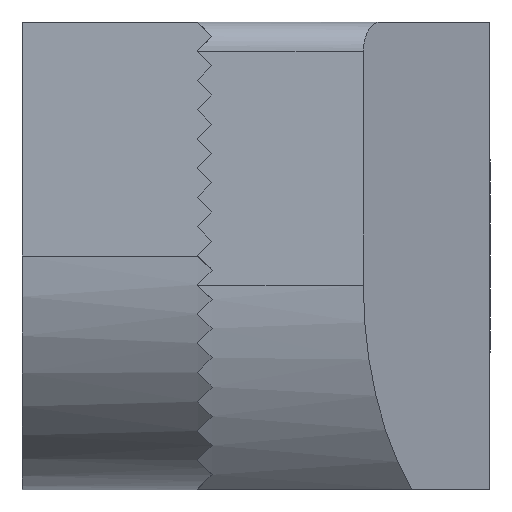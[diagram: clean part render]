
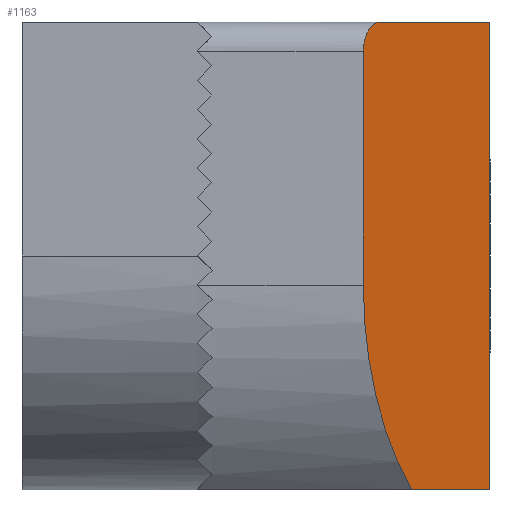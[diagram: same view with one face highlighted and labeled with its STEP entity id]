
A CAD part, left-side view. The second image highlights one B-rep face of the part: STEP entity #1163.
In plain terms, the highlighted planar face has unit normal (-0.5, -0.866, 0).
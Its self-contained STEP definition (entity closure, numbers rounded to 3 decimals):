
#27 = CARTESIAN_POINT ( 'NONE',  ( -9.75, 2.165, -0.5 ) ) ;
#127 = ORIENTED_EDGE ( 'NONE', *, *, #968, .T. ) ;
#204 = CARTESIAN_POINT ( 'NONE',  ( -9.25, 1.876, 0. ) ) ;
#237 = CARTESIAN_POINT ( 'NONE',  ( -9.75, 2.165, -4.499 ) ) ;
#445 = VERTEX_POINT ( 'NONE', #204 ) ;
#463 = LINE ( 'NONE', #557, #951 ) ;
#476 = DIRECTION ( 'NONE',  ( 0.866, -0.5, 0. ) ) ;
#492 = ORIENTED_EDGE ( 'NONE', *, *, #3229, .F. ) ;
#557 = CARTESIAN_POINT ( 'NONE',  ( -9.75, 2.165, -8. ) ) ;
#596 = DIRECTION ( 'NONE',  ( -0.5, -0.866, 0. ) ) ;
#636 = ORIENTED_EDGE ( 'NONE', *, *, #1961, .T. ) ;
#638 = PLANE ( 'NONE',  #2549 ) ;
#639 = CARTESIAN_POINT ( 'NONE',  ( -9.543, 2.045, 0. ) ) ;
#683 =( BOUNDED_CURVE ( )  B_SPLINE_CURVE ( 3, ( #1298, #3122, #693, #3681 ),
 .UNSPECIFIED., .F., .T. ) 
 B_SPLINE_CURVE_WITH_KNOTS ( ( 4, 4 ),
 ( 5.508, 6.283 ),
 .UNSPECIFIED. ) 
 CURVE ( )  GEOMETRIC_REPRESENTATION_ITEM ( )  RATIONAL_B_SPLINE_CURVE ( ( 1., 0.95, 0.95, 1. ) ) 
 REPRESENTATION_ITEM ( '' )  );
#692 = VECTOR ( 'NONE', #1495, 1000. ) ;
#693 = CARTESIAN_POINT ( 'NONE',  ( -9.75, 2.165, -5.825 ) ) ;
#784 = CARTESIAN_POINT ( 'NONE',  ( -6., 0., 0. ) ) ;
#822 = VECTOR ( 'NONE', #476, 1000. ) ;
#900 = CARTESIAN_POINT ( 'NONE',  ( -6., 0., -8. ) ) ;
#951 = VECTOR ( 'NONE', #2638, 1000. ) ;
#968 = EDGE_CURVE ( 'NONE', #2041, #1107, #1617, .T. ) ;
#1060 = EDGE_CURVE ( 'NONE', #2411, #1405, #463, .T. ) ;
#1107 = VERTEX_POINT ( 'NONE', #3556 ) ;
#1163 = ADVANCED_FACE ( 'NONE', ( #1436 ), #638, .T. ) ;
#1171 = VECTOR ( 'NONE', #3295, 1000. ) ;
#1298 = CARTESIAN_POINT ( 'NONE',  ( -8.32, 1.339, -8. ) ) ;
#1405 = VERTEX_POINT ( 'NONE', #3794 ) ;
#1436 = FACE_OUTER_BOUND ( 'NONE', #3463, .T. ) ;
#1495 = DIRECTION ( 'NONE',  ( 0.866, -0.5, 0. ) ) ;
#1542 = CARTESIAN_POINT ( 'NONE',  ( -9.25, 1.876, 0. ) ) ;
#1617 = LINE ( 'NONE', #2247, #822 ) ;
#1776 = CARTESIAN_POINT ( 'NONE',  ( -6., 0., -8. ) ) ;
#1828 = ORIENTED_EDGE ( 'NONE', *, *, #3349, .F. ) ;
#1961 = EDGE_CURVE ( 'NONE', #445, #1405, #2472, .T. ) ;
#2004 = ORIENTED_EDGE ( 'NONE', *, *, #1060, .F. ) ;
#2038 = EDGE_CURVE ( 'NONE', #1107, #2716, #2166, .T. ) ;
#2041 = VERTEX_POINT ( 'NONE', #2998 ) ;
#2098 = CARTESIAN_POINT ( 'NONE',  ( -9.75, 2.165, -0.207 ) ) ;
#2166 = LINE ( 'NONE', #900, #1171 ) ;
#2247 = CARTESIAN_POINT ( 'NONE',  ( -6., 0., -8. ) ) ;
#2252 = ORIENTED_EDGE ( 'NONE', *, *, #2038, .T. ) ;
#2411 = VERTEX_POINT ( 'NONE', #237 ) ;
#2472 =( BOUNDED_CURVE ( )  B_SPLINE_CURVE ( 3, ( #1542, #639, #2098, #27 ),
 .UNSPECIFIED., .F., .T. ) 
 B_SPLINE_CURVE_WITH_KNOTS ( ( 4, 4 ),
 ( 4.712, 6.283 ),
 .UNSPECIFIED. ) 
 CURVE ( )  GEOMETRIC_REPRESENTATION_ITEM ( )  RATIONAL_B_SPLINE_CURVE ( ( 1., 0.805, 0.805, 1. ) ) 
 REPRESENTATION_ITEM ( '' )  );
#2509 = LINE ( 'NONE', #3851, #692 ) ;
#2549 = AXIS2_PLACEMENT_3D ( 'NONE', #1776, #596, #3598 ) ;
#2638 = DIRECTION ( 'NONE',  ( 0., 0., 1. ) ) ;
#2716 = VERTEX_POINT ( 'NONE', #784 ) ;
#2998 = CARTESIAN_POINT ( 'NONE',  ( -8.32, 1.339, -8. ) ) ;
#3122 = CARTESIAN_POINT ( 'NONE',  ( -9.249, 1.875, -7.053 ) ) ;
#3229 = EDGE_CURVE ( 'NONE', #2041, #2411, #683, .T. ) ;
#3295 = DIRECTION ( 'NONE',  ( 0., 0., 1. ) ) ;
#3349 = EDGE_CURVE ( 'NONE', #445, #2716, #2509, .T. ) ;
#3463 = EDGE_LOOP ( 'NONE', ( #1828, #636, #2004, #492, #127, #2252 ) ) ;
#3556 = CARTESIAN_POINT ( 'NONE',  ( -6., 0., -8. ) ) ;
#3598 = DIRECTION ( 'NONE',  ( 0.866, -0.5, 0. ) ) ;
#3681 = CARTESIAN_POINT ( 'NONE',  ( -9.75, 2.165, -4.499 ) ) ;
#3794 = CARTESIAN_POINT ( 'NONE',  ( -9.75, 2.165, -0.5 ) ) ;
#3851 = CARTESIAN_POINT ( 'NONE',  ( -6., 0., 0. ) ) ;
